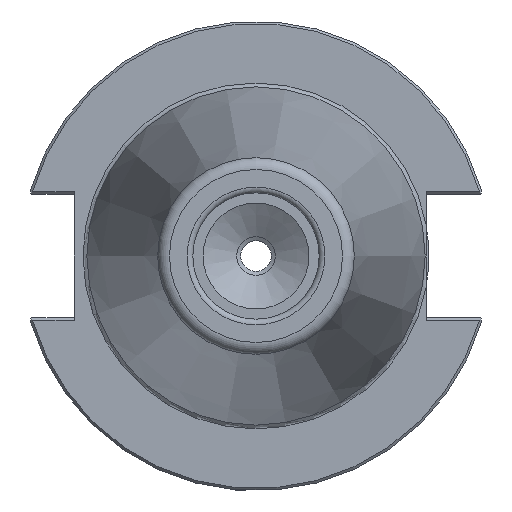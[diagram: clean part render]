
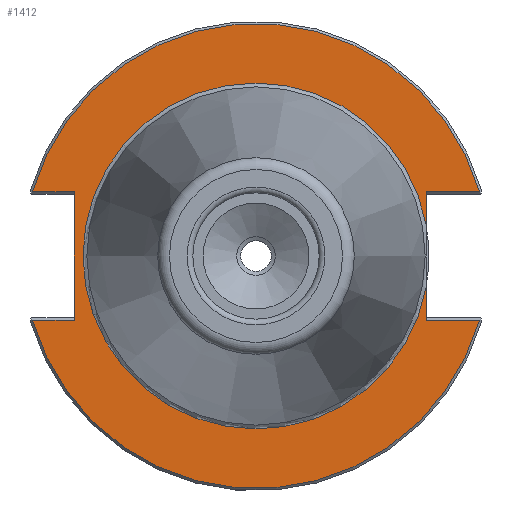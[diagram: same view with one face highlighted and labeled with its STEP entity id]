
A CAD part, left-side view. The second image highlights one B-rep face of the part: STEP entity #1412.
In plain terms, the highlighted planar face has unit normal (-1, 0, 0).
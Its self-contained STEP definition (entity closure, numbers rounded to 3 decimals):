
#64=PLANE('',#1535);
#148=FACE_OUTER_BOUND('',#223,.T.);
#223=EDGE_LOOP('',(#1054,#1055,#1056,#1057,#1058,#1059,#1060,#1061,#1062,
#1063,#1064));
#315=LINE('',#2367,#394);
#318=LINE('',#2426,#397);
#319=LINE('',#2432,#398);
#320=LINE('',#2434,#399);
#321=LINE('',#2438,#400);
#322=LINE('',#2440,#401);
#323=LINE('',#2441,#402);
#394=VECTOR('',#1782,10.);
#397=VECTOR('',#1801,10.);
#398=VECTOR('',#1806,10.);
#399=VECTOR('',#1807,10.);
#400=VECTOR('',#1810,10.);
#401=VECTOR('',#1811,10.);
#402=VECTOR('',#1812,10.);
#467=CIRCLE('',#1533,48.249);
#469=CIRCLE('',#1536,35.899);
#470=CIRCLE('',#1537,35.899);
#471=CIRCLE('',#1538,48.249);
#603=VERTEX_POINT('',#2364);
#604=VERTEX_POINT('',#2366);
#612=VERTEX_POINT('',#2413);
#615=VERTEX_POINT('',#2425);
#616=VERTEX_POINT('',#2427);
#617=VERTEX_POINT('',#2429);
#618=VERTEX_POINT('',#2431);
#619=VERTEX_POINT('',#2433);
#620=VERTEX_POINT('',#2435);
#621=VERTEX_POINT('',#2437);
#622=VERTEX_POINT('',#2439);
#775=EDGE_CURVE('',#603,#604,#315,.T.);
#787=EDGE_CURVE('',#604,#612,#467,.T.);
#791=EDGE_CURVE('',#603,#615,#318,.T.);
#792=EDGE_CURVE('',#615,#616,#469,.T.);
#793=EDGE_CURVE('',#616,#617,#470,.T.);
#794=EDGE_CURVE('',#617,#618,#319,.T.);
#795=EDGE_CURVE('',#619,#618,#320,.T.);
#796=EDGE_CURVE('',#620,#619,#471,.T.);
#797=EDGE_CURVE('',#621,#620,#321,.T.);
#798=EDGE_CURVE('',#621,#622,#322,.T.);
#799=EDGE_CURVE('',#612,#622,#323,.T.);
#1054=ORIENTED_EDGE('',*,*,#775,.F.);
#1055=ORIENTED_EDGE('',*,*,#791,.T.);
#1056=ORIENTED_EDGE('',*,*,#792,.T.);
#1057=ORIENTED_EDGE('',*,*,#793,.T.);
#1058=ORIENTED_EDGE('',*,*,#794,.T.);
#1059=ORIENTED_EDGE('',*,*,#795,.F.);
#1060=ORIENTED_EDGE('',*,*,#796,.F.);
#1061=ORIENTED_EDGE('',*,*,#797,.F.);
#1062=ORIENTED_EDGE('',*,*,#798,.T.);
#1063=ORIENTED_EDGE('',*,*,#799,.F.);
#1064=ORIENTED_EDGE('',*,*,#787,.F.);
#1412=ADVANCED_FACE('',(#148),#64,.T.);
#1533=AXIS2_PLACEMENT_3D('',#2414,#1795,#1796);
#1535=AXIS2_PLACEMENT_3D('',#2424,#1799,#1800);
#1536=AXIS2_PLACEMENT_3D('',#2428,#1802,#1803);
#1537=AXIS2_PLACEMENT_3D('',#2430,#1804,#1805);
#1538=AXIS2_PLACEMENT_3D('',#2436,#1808,#1809);
#1782=DIRECTION('',(0.,-1.,0.));
#1795=DIRECTION('center_axis',(1.,0.,0.));
#1796=DIRECTION('ref_axis',(0.,0.,-1.));
#1799=DIRECTION('center_axis',(-1.,0.,0.));
#1800=DIRECTION('ref_axis',(0.,0.,1.));
#1801=DIRECTION('',(0.,0.,1.));
#1802=DIRECTION('center_axis',(1.,0.,0.));
#1803=DIRECTION('ref_axis',(0.,0.,-1.));
#1804=DIRECTION('center_axis',(1.,0.,0.));
#1805=DIRECTION('ref_axis',(0.,0.,-1.));
#1806=DIRECTION('',(0.,0.,1.));
#1807=DIRECTION('',(0.,1.,0.));
#1808=DIRECTION('center_axis',(1.,0.,0.));
#1809=DIRECTION('ref_axis',(0.,0.,-1.));
#1810=DIRECTION('',(0.,1.,0.));
#1811=DIRECTION('',(0.,0.,-1.));
#1812=DIRECTION('',(0.,-1.,0.));
#2364=CARTESIAN_POINT('',(3.175,-35.3,-13.325));
#2366=CARTESIAN_POINT('',(3.175,-46.373,-13.325));
#2367=CARTESIAN_POINT('',(3.175,-13.707,-13.325));
#2413=CARTESIAN_POINT('',(3.175,46.373,-13.325));
#2414=CARTESIAN_POINT('Origin',(3.175,0.,0.));
#2424=CARTESIAN_POINT('Origin',(3.175,48.249,0.));
#2425=CARTESIAN_POINT('',(3.175,-35.3,-6.533));
#2426=CARTESIAN_POINT('',(3.175,-35.3,-6.413));
#2427=CARTESIAN_POINT('',(3.175,0.,35.899));
#2428=CARTESIAN_POINT('Origin',(3.175,0.,0.));
#2429=CARTESIAN_POINT('',(3.175,-35.3,6.533));
#2430=CARTESIAN_POINT('Origin',(3.175,0.,0.));
#2431=CARTESIAN_POINT('',(3.175,-35.3,13.325));
#2432=CARTESIAN_POINT('',(3.175,-35.3,-6.413));
#2433=CARTESIAN_POINT('',(3.175,-46.373,13.325));
#2434=CARTESIAN_POINT('',(3.175,6.475,13.325));
#2435=CARTESIAN_POINT('',(3.175,46.373,13.325));
#2436=CARTESIAN_POINT('Origin',(3.175,0.,0.));
#2437=CARTESIAN_POINT('',(3.175,37.7,13.325));
#2438=CARTESIAN_POINT('',(3.175,61.395,13.325));
#2439=CARTESIAN_POINT('',(3.175,37.7,-13.325));
#2440=CARTESIAN_POINT('',(3.175,37.7,6.413));
#2441=CARTESIAN_POINT('',(3.175,42.975,-13.325));
